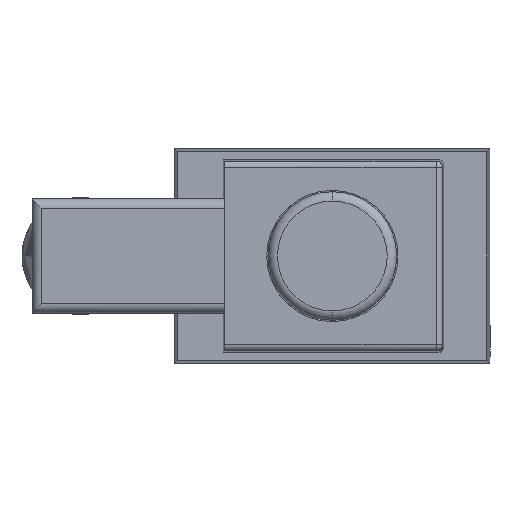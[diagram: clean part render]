
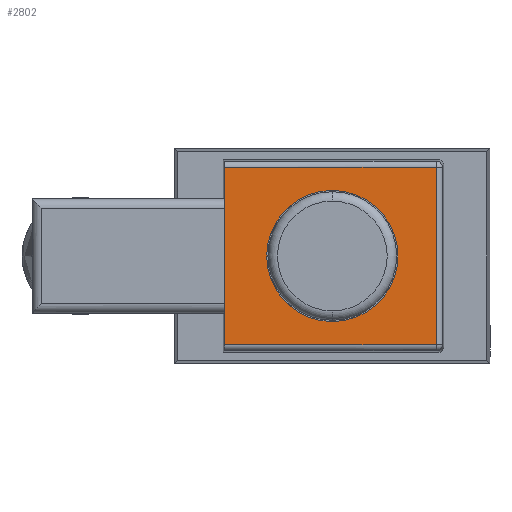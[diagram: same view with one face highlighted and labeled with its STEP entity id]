
A CAD part, left-side view. The second image highlights one B-rep face of the part: STEP entity #2802.
In plain terms, the highlighted planar face has unit normal (-1, 0, 0).
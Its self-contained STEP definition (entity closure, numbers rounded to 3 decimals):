
#48 = CARTESIAN_POINT ( 'NONE',  ( -114.7, 17.047, 14.056 ) ) ;
#137 = FACE_BOUND ( 'NONE', #3160, .T. ) ;
#838 = ORIENTED_EDGE ( 'NONE', *, *, #2574, .F. ) ;
#924 = VECTOR ( 'NONE', #1876, 1000. ) ;
#1193 = CARTESIAN_POINT ( 'NONE',  ( -114.7, 0., 0. ) ) ;
#1217 = CARTESIAN_POINT ( 'NONE',  ( -114.7, -16.456, -15.047 ) ) ;
#1235 = AXIS2_PLACEMENT_3D ( 'NONE', #6614, #7195, #3836 ) ;
#1278 = CIRCLE ( 'NONE', #4163, 10.4 ) ;
#1365 = FACE_OUTER_BOUND ( 'NONE', #6861, .T. ) ;
#1460 = LINE ( 'NONE', #1217, #5969 ) ;
#1470 = CIRCLE ( 'NONE', #4111, 10.4 ) ;
#1641 = ORIENTED_EDGE ( 'NONE', *, *, #3097, .F. ) ;
#1725 = VERTEX_POINT ( 'NONE', #2632 ) ;
#1743 = DIRECTION ( 'NONE',  ( 0., 0., -1. ) ) ;
#1871 = ORIENTED_EDGE ( 'NONE', *, *, #1989, .T. ) ;
#1876 = DIRECTION ( 'NONE',  ( 0., 1., 0. ) ) ;
#1927 = CARTESIAN_POINT ( 'NONE',  ( -114.7, -16.456, -14.056 ) ) ;
#1989 = EDGE_CURVE ( 'NONE', #5041, #2726, #1470, .T. ) ;
#2249 = VERTEX_POINT ( 'NONE', #48 ) ;
#2381 = DIRECTION ( 'NONE',  ( 1., 0., 0. ) ) ;
#2433 = ORIENTED_EDGE ( 'NONE', *, *, #3004, .T. ) ;
#2574 = EDGE_CURVE ( 'NONE', #2634, #4291, #5442, .T. ) ;
#2632 = CARTESIAN_POINT ( 'NONE',  ( -114.7, -16.456, 14.056 ) ) ;
#2634 = VERTEX_POINT ( 'NONE', #1927 ) ;
#2663 = ORIENTED_EDGE ( 'NONE', *, *, #2730, .F. ) ;
#2668 = ORIENTED_EDGE ( 'NONE', *, *, #2995, .F. ) ;
#2726 = VERTEX_POINT ( 'NONE', #3734 ) ;
#2730 = EDGE_CURVE ( 'NONE', #2249, #1725, #3073, .T. ) ;
#2802 = ADVANCED_FACE ( 'NONE', ( #137, #1365 ), #4905, .T. ) ;
#2995 = EDGE_CURVE ( 'NONE', #1725, #2634, #1460, .T. ) ;
#3004 = EDGE_CURVE ( 'NONE', #2726, #5041, #1278, .T. ) ;
#3073 = LINE ( 'NONE', #6544, #4580 ) ;
#3097 = EDGE_CURVE ( 'NONE', #4291, #2249, #6579, .T. ) ;
#3160 = EDGE_LOOP ( 'NONE', ( #1871, #2433 ) ) ;
#3172 = DIRECTION ( 'NONE',  ( 0., -1., 0. ) ) ;
#3670 = DIRECTION ( 'NONE',  ( 0., 0., 1. ) ) ;
#3734 = CARTESIAN_POINT ( 'NONE',  ( -114.7, 0., -10.4 ) ) ;
#3836 = DIRECTION ( 'NONE',  ( 0., 0., -1. ) ) ;
#4111 = AXIS2_PLACEMENT_3D ( 'NONE', #1193, #5154, #1743 ) ;
#4163 = AXIS2_PLACEMENT_3D ( 'NONE', #5774, #2381, #6323 ) ;
#4261 = CARTESIAN_POINT ( 'NONE',  ( -114.7, 17.047, -14.056 ) ) ;
#4291 = VERTEX_POINT ( 'NONE', #7013 ) ;
#4580 = VECTOR ( 'NONE', #3172, 1000. ) ;
#4756 = CARTESIAN_POINT ( 'NONE',  ( -114.7, 17.047, -15.3 ) ) ;
#4905 = PLANE ( 'NONE',  #1235 ) ;
#5041 = VERTEX_POINT ( 'NONE', #5554 ) ;
#5097 = VECTOR ( 'NONE', #3670, 1000. ) ;
#5154 = DIRECTION ( 'NONE',  ( 1., 0., 0. ) ) ;
#5442 = LINE ( 'NONE', #4261, #924 ) ;
#5554 = CARTESIAN_POINT ( 'NONE',  ( -114.7, 0., 10.4 ) ) ;
#5741 = DIRECTION ( 'NONE',  ( 0., 0., -1. ) ) ;
#5774 = CARTESIAN_POINT ( 'NONE',  ( -114.7, 0., 0. ) ) ;
#5969 = VECTOR ( 'NONE', #5741, 1000. ) ;
#6323 = DIRECTION ( 'NONE',  ( 0., 0., -1. ) ) ;
#6544 = CARTESIAN_POINT ( 'NONE',  ( -114.7, -17.447, 14.056 ) ) ;
#6579 = LINE ( 'NONE', #4756, #5097 ) ;
#6614 = CARTESIAN_POINT ( 'NONE',  ( -114.7, 0., 0. ) ) ;
#6861 = EDGE_LOOP ( 'NONE', ( #2668, #2663, #1641, #838 ) ) ;
#7013 = CARTESIAN_POINT ( 'NONE',  ( -114.7, 17.047, -14.056 ) ) ;
#7195 = DIRECTION ( 'NONE',  ( -1., 0., 0. ) ) ;
